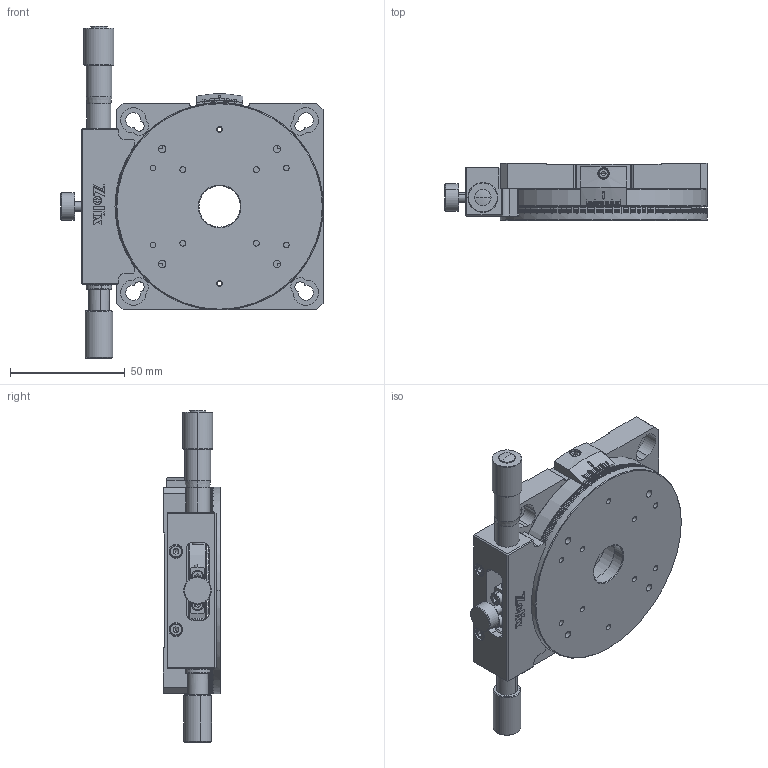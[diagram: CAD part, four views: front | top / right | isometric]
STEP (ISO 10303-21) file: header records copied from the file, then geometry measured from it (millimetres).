
FILE_DESCRIPTION (( 'STEP AP203' ), '1' );
FILE_NAME ('AKR10A-90.step', '2019-05-08T06:44:51', ( '' ), ( '' ), 'SwSTEP 2.0', 'SolidWorks 2017', '' );
FILE_SCHEMA (( 'CONFIG_CONTROL_DESIGN' ));
Products named in the file (1): AKR10A-90
Bounding box: 114 x 25 x 144.41 mm (x, y, z)
Surface area: 45633.1 mm2 (no closed solid volume)
Topology: 0 solids, 40 shells, 809 faces, 5307 edges, 4073 vertices
Faces by surface type: plane 533, cylinder 173, cone 64, torus 26, bspline 11, sphere 2
Entity records: 51150 total; most frequent: CARTESIAN_POINT 11643, DIRECTION 8191, ORIENTED_EDGE 7168, EDGE_CURVE 5276, VERTEX_POINT 4070, VECTOR 3785, LINE 3785, AXIS2_PLACEMENT_3D 2203
